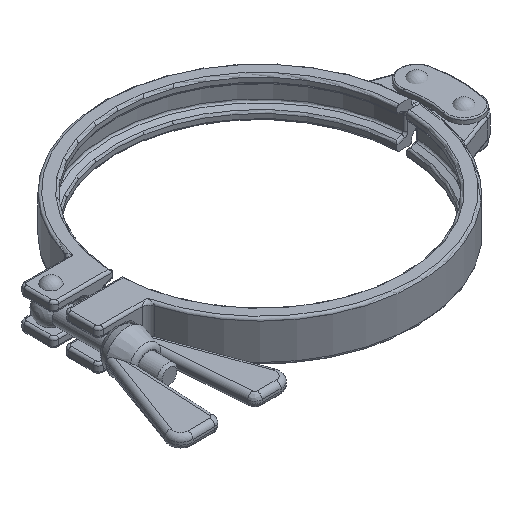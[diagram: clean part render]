
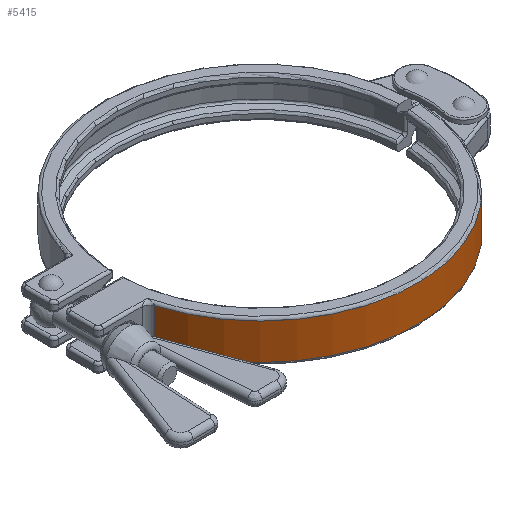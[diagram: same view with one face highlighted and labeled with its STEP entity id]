
A CAD part, isometric view. The second image highlights one B-rep face of the part: STEP entity #5415.
In plain terms, the highlighted cylindrical face has radius 63.5 mm (diameter 127 mm), a partial arc.
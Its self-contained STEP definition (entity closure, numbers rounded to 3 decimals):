
#4937=CARTESIAN_POINT('',(-60.853,18.143,-7.25));
#4938=VERTEX_POINT('',#4937);
#4956=CARTESIAN_POINT('',(-60.853,18.143,7.25));
#4957=VERTEX_POINT('',#4956);
#4965=CARTESIAN_POINT('',(-60.853,18.143,7.25));
#4966=DIRECTION('',(0.0,0.0,-1.0));
#4967=VECTOR('',#4966,14.5);
#4968=LINE('',#4965,#4967);
#4969=EDGE_CURVE('',#4957,#4938,#4968,.T.);
#5254=CARTESIAN_POINT('',(63.468,2.,-7.25));
#5255=VERTEX_POINT('',#5254);
#5256=CARTESIAN_POINT('',(0.0,0.0,-7.25));
#5257=DIRECTION('',(0.0,0.0,-1.0));
#5258=DIRECTION('',(0.111,0.994,0.0));
#5259=AXIS2_PLACEMENT_3D('',#5256,#5257,#5258);
#5260=CIRCLE('',#5259,63.5);
#5261=EDGE_CURVE('',#4938,#5255,#5260,.T.);
#5300=CARTESIAN_POINT('',(0.0,0.0,0.0));
#5301=DIRECTION('',(0.0,0.0,1.0));
#5302=DIRECTION('',(0.935,0.354,0.0));
#5303=AXIS2_PLACEMENT_3D('',#5300,#5301,#5302);
#5304=CYLINDRICAL_SURFACE('',#5303,63.5);
#5305=ORIENTED_EDGE('',*,*,#4969,.F.);
#5306=CARTESIAN_POINT('',(63.468,2.,7.25));
#5307=VERTEX_POINT('',#5306);
#5308=CARTESIAN_POINT('',(0.0,0.0,7.25));
#5309=DIRECTION('',(0.0,0.0,1.));
#5310=DIRECTION('',(0.111,0.994,0.0));
#5311=AXIS2_PLACEMENT_3D('',#5308,#5309,#5310);
#5312=CIRCLE('',#5311,63.5);
#5313=EDGE_CURVE('',#5307,#4957,#5312,.T.);
#5314=ORIENTED_EDGE('',*,*,#5313,.F.);
#5315=CARTESIAN_POINT('',(63.468,2.,6.35));
#5316=VERTEX_POINT('',#5315);
#5317=CARTESIAN_POINT('',(63.468,2.,7.25));
#5318=DIRECTION('',(0.,0.,-1.0));
#5319=VECTOR('',#5318,0.9);
#5320=LINE('',#5317,#5319);
#5321=EDGE_CURVE('',#5307,#5316,#5320,.T.);
#5322=ORIENTED_EDGE('',*,*,#5321,.T.);
#5323=CARTESIAN_POINT('',(63.433,2.908,6.5));
#5324=VERTEX_POINT('',#5323);
#5325=CARTESIAN_POINT('',(63.433,2.908,6.5));
#5326=CARTESIAN_POINT('',(63.443,2.692,6.5));
#5327=CARTESIAN_POINT('',(63.456,2.384,6.464));
#5328=CARTESIAN_POINT('',(63.466,2.087,6.379));
#5329=CARTESIAN_POINT('',(63.468,2.,6.35));
#5330=B_SPLINE_CURVE_WITH_KNOTS('',3,(#5325,#5326,#5327,#5328,#5329),.UNSPECIFIED.,.F.,.U.,(4,1,4),(1.878,1.945,1.973),.UNSPECIFIED.);
#5331=EDGE_CURVE('',#5324,#5316,#5330,.T.);
#5332=ORIENTED_EDGE('',*,*,#5331,.F.);
#5333=CARTESIAN_POINT('',(60.36,19.723,6.5));
#5334=VERTEX_POINT('',#5333);
#5335=CARTESIAN_POINT('',(0.0,0.0,6.5));
#5336=DIRECTION('',(0.0,0.0,-1.0));
#5337=DIRECTION('',(0.981,0.193,0.0));
#5338=AXIS2_PLACEMENT_3D('',#5335,#5336,#5337);
#5339=CIRCLE('',#5338,63.5);
#5340=EDGE_CURVE('',#5334,#5324,#5339,.T.);
#5341=ORIENTED_EDGE('',*,*,#5340,.F.);
#5342=CARTESIAN_POINT('',(59.077,23.284,3.5));
#5343=VERTEX_POINT('',#5342);
#5344=CARTESIAN_POINT('',(59.077,23.284,3.5));
#5345=CARTESIAN_POINT('',(59.077,23.284,3.629));
#5346=CARTESIAN_POINT('',(59.085,23.264,3.889));
#5347=CARTESIAN_POINT('',(59.126,23.16,4.328));
#5348=CARTESIAN_POINT('',(59.187,23.004,4.679));
#5349=CARTESIAN_POINT('',(59.288,22.742,5.106));
#5350=CARTESIAN_POINT('',(59.429,22.372,5.534));
#5351=CARTESIAN_POINT('',(59.611,21.882,5.895));
#5352=CARTESIAN_POINT('',(59.823,21.296,6.206));
#5353=CARTESIAN_POINT('',(59.983,20.841,6.359));
#5354=CARTESIAN_POINT('',(60.183,20.258,6.474));
#5355=CARTESIAN_POINT('',(60.282,19.96,6.5));
#5356=CARTESIAN_POINT('',(60.36,19.723,6.5));
#5357=B_SPLINE_CURVE_WITH_KNOTS('',3,(#5344,#5345,#5346,#5347,#5348,#5349,#5350,#5351,#5352,#5353,#5354,#5355,#5356),.UNSPECIFIED.,.F.,.U.,(4,1,1,1,1,1,1,1,1,1,4),(0.0,0.039,0.077,0.135,0.155,0.232,0.309,0.348,0.445,0.464,0.541),.UNSPECIFIED.);
#5358=EDGE_CURVE('',#5343,#5334,#5357,.T.);
#5359=ORIENTED_EDGE('',*,*,#5358,.F.);
#5360=CARTESIAN_POINT('',(59.077,23.284,-3.5));
#5361=VERTEX_POINT('',#5360);
#5362=CARTESIAN_POINT('',(59.077,23.284,-3.5));
#5363=DIRECTION('',(0.0,0.0,1.0));
#5364=VECTOR('',#5363,7.);
#5365=LINE('',#5362,#5364);
#5366=EDGE_CURVE('',#5361,#5343,#5365,.T.);
#5367=ORIENTED_EDGE('',*,*,#5366,.F.);
#5368=CARTESIAN_POINT('',(60.36,19.723,-6.5));
#5369=VERTEX_POINT('',#5368);
#5370=CARTESIAN_POINT('',(60.36,19.723,-6.5));
#5371=CARTESIAN_POINT('',(60.243,20.079,-6.5));
#5372=CARTESIAN_POINT('',(60.063,20.612,-6.431));
#5373=CARTESIAN_POINT('',(59.825,21.292,-6.201));
#5374=CARTESIAN_POINT('',(59.67,21.722,-5.987));
#5375=CARTESIAN_POINT('',(59.502,22.177,-5.684));
#5376=CARTESIAN_POINT('',(59.382,22.496,-5.391));
#5377=CARTESIAN_POINT('',(59.296,22.72,-5.115));
#5378=CARTESIAN_POINT('',(59.268,22.793,-5.013));
#5379=CARTESIAN_POINT('',(59.201,22.968,-4.752));
#5380=CARTESIAN_POINT('',(59.143,23.116,-4.451));
#5381=CARTESIAN_POINT('',(59.089,23.253,-3.954));
#5382=CARTESIAN_POINT('',(59.077,23.284,-3.693));
#5383=CARTESIAN_POINT('',(59.077,23.284,-3.5));
#5384=B_SPLINE_CURVE_WITH_KNOTS('',3,(#5370,#5371,#5372,#5373,#5374,#5375,#5376,#5377,#5378,#5379,#5380,#5381,#5382,#5383),.UNSPECIFIED.,.F.,.U.,(4,1,1,1,1,1,1,1,1,1,1,4),(0.0,0.116,0.174,0.232,0.271,0.348,0.367,0.382,0.387,0.464,0.483,0.541),.UNSPECIFIED.);
#5385=EDGE_CURVE('',#5369,#5361,#5384,.T.);
#5386=ORIENTED_EDGE('',*,*,#5385,.F.);
#5387=CARTESIAN_POINT('',(63.433,2.908,-6.5));
#5388=VERTEX_POINT('',#5387);
#5389=CARTESIAN_POINT('',(0.0,0.0,-6.5));
#5390=DIRECTION('',(0.0,0.0,1.0));
#5391=DIRECTION('',(0.981,0.193,0.0));
#5392=AXIS2_PLACEMENT_3D('',#5389,#5390,#5391);
#5393=CIRCLE('',#5392,63.5);
#5394=EDGE_CURVE('',#5388,#5369,#5393,.T.);
#5395=ORIENTED_EDGE('',*,*,#5394,.F.);
#5396=CARTESIAN_POINT('',(63.468,2.,-6.35));
#5397=VERTEX_POINT('',#5396);
#5398=CARTESIAN_POINT('',(63.468,2.,-6.35));
#5399=CARTESIAN_POINT('',(63.467,2.035,-6.362));
#5400=CARTESIAN_POINT('',(63.458,2.33,-6.455));
#5401=CARTESIAN_POINT('',(63.446,2.638,-6.5));
#5402=CARTESIAN_POINT('',(63.433,2.908,-6.5));
#5403=B_SPLINE_CURVE_WITH_KNOTS('',3,(#5398,#5399,#5400,#5401,#5402),.UNSPECIFIED.,.F.,.U.,(4,1,4),(-0.095,-0.084,0.),.UNSPECIFIED.);
#5404=EDGE_CURVE('',#5397,#5388,#5403,.T.);
#5405=ORIENTED_EDGE('',*,*,#5404,.F.);
#5406=CARTESIAN_POINT('',(63.468,2.,-6.35));
#5407=DIRECTION('',(0.,0.,-1.0));
#5408=VECTOR('',#5407,0.9);
#5409=LINE('',#5406,#5408);
#5410=EDGE_CURVE('',#5397,#5255,#5409,.T.);
#5411=ORIENTED_EDGE('',*,*,#5410,.T.);
#5412=ORIENTED_EDGE('',*,*,#5261,.F.);
#5413=EDGE_LOOP('',(#5305,#5314,#5322,#5332,#5341,#5359,#5367,#5386,#5395,#5405,#5411,#5412));
#5414=FACE_OUTER_BOUND('',#5413,.T.);
#5415=ADVANCED_FACE('',(#5414),#5304,.T.);
